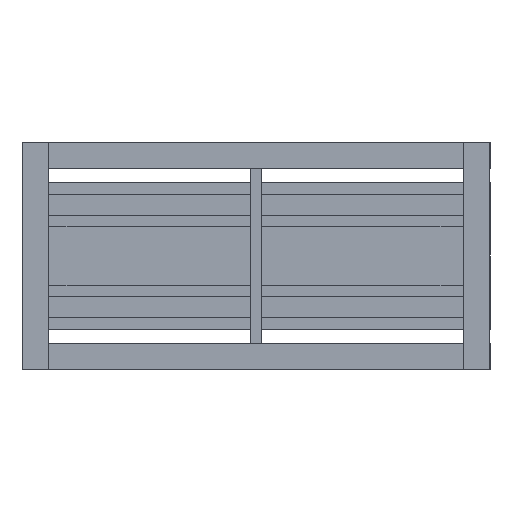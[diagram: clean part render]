
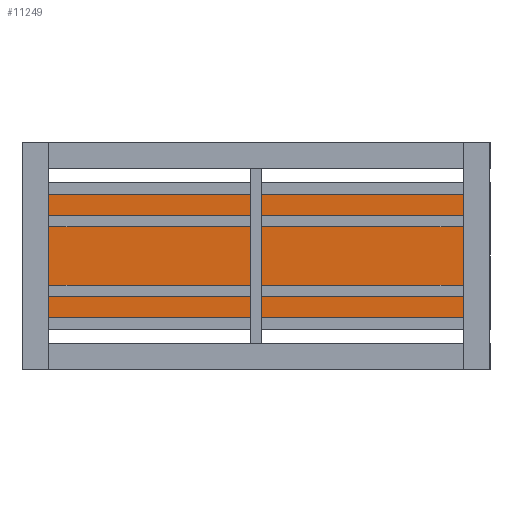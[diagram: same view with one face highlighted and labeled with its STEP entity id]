
A CAD part, front view. The second image highlights one B-rep face of the part: STEP entity #11249.
In plain terms, the highlighted planar face has unit normal (0, -1, 0).
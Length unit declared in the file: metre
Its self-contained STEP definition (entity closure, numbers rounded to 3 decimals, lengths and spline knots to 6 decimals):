
#107=CIRCLE('',#12233,0.005);
#109=CIRCLE('',#12236,0.005);
#111=CIRCLE('',#12239,0.005);
#113=CIRCLE('',#12242,0.005);
#2767=ORIENTED_EDGE('',*,*,#4605,.T.);
#2768=ORIENTED_EDGE('',*,*,#4607,.T.);
#2769=ORIENTED_EDGE('',*,*,#4609,.T.);
#2770=ORIENTED_EDGE('',*,*,#4611,.T.);
#2771=ORIENTED_EDGE('',*,*,#4617,.T.);
#2772=ORIENTED_EDGE('',*,*,#4613,.F.);
#2773=ORIENTED_EDGE('',*,*,#4618,.F.);
#2774=ORIENTED_EDGE('',*,*,#4619,.T.);
#4605=EDGE_CURVE('',#5748,#5748,#107,.T.);
#4607=EDGE_CURVE('',#5750,#5750,#109,.T.);
#4609=EDGE_CURVE('',#5752,#5752,#111,.T.);
#4611=EDGE_CURVE('',#5754,#5754,#113,.T.);
#4613=EDGE_CURVE('',#5756,#5757,#7109,.T.);
#4617=EDGE_CURVE('',#5760,#5757,#7113,.T.);
#4618=EDGE_CURVE('',#5761,#5756,#7114,.T.);
#4619=EDGE_CURVE('',#5761,#5760,#7115,.T.);
#5748=VERTEX_POINT('',#17774);
#5750=VERTEX_POINT('',#17779);
#5752=VERTEX_POINT('',#17784);
#5754=VERTEX_POINT('',#17789);
#5756=VERTEX_POINT('',#17794);
#5757=VERTEX_POINT('',#17795);
#5760=VERTEX_POINT('',#17803);
#5761=VERTEX_POINT('',#17805);
#7109=LINE('',#17793,#8558);
#7113=LINE('',#17802,#8562);
#7114=LINE('',#17804,#8563);
#7115=LINE('',#17806,#8564);
#8558=VECTOR('',#14666,1.);
#8562=VECTOR('',#14672,1.);
#8563=VECTOR('',#14673,1.);
#8564=VECTOR('',#14674,1.);
#9410=EDGE_LOOP('',(#2767));
#9411=EDGE_LOOP('',(#2768));
#9412=EDGE_LOOP('',(#2769));
#9413=EDGE_LOOP('',(#2770));
#9414=EDGE_LOOP('',(#2771,#2772,#2773,#2774));
#10089=FACE_BOUND('',#9410,.T.);
#10090=FACE_BOUND('',#9411,.T.);
#10091=FACE_BOUND('',#9412,.T.);
#10092=FACE_BOUND('',#9413,.T.);
#10093=FACE_BOUND('',#9414,.T.);
#10662=PLANE('',#12245);
#11249=ADVANCED_FACE('',(#10089,#10090,#10091,#10092,#10093),#10662,.T.);
#12233=AXIS2_PLACEMENT_3D('',#17773,#14642,#14643);
#12236=AXIS2_PLACEMENT_3D('',#17778,#14648,#14649);
#12239=AXIS2_PLACEMENT_3D('',#17783,#14654,#14655);
#12242=AXIS2_PLACEMENT_3D('',#17788,#14660,#14661);
#12245=AXIS2_PLACEMENT_3D('',#17801,#14670,#14671);
#14642=DIRECTION('',(0.,1.,0.));
#14643=DIRECTION('',(-1.,0.,0.));
#14648=DIRECTION('',(0.,1.,0.));
#14649=DIRECTION('',(-1.,0.,0.));
#14654=DIRECTION('',(0.,1.,0.));
#14655=DIRECTION('',(-1.,0.,0.));
#14660=DIRECTION('',(0.,1.,0.));
#14661=DIRECTION('',(-1.,0.,0.));
#14666=DIRECTION('',(1.,0.,0.));
#14670=DIRECTION('',(0.,-1.,0.));
#14671=DIRECTION('',(1.,0.,0.));
#14672=DIRECTION('',(0.,0.,1.));
#14673=DIRECTION('',(0.,0.,1.));
#14674=DIRECTION('',(1.,0.,0.));
#17773=CARTESIAN_POINT('',(0.365075,1.5131,0.23095));
#17774=CARTESIAN_POINT('',(0.360075,1.5131,0.23095));
#17778=CARTESIAN_POINT('',(-0.365096,1.5131,0.23095));
#17779=CARTESIAN_POINT('',(-0.370096,1.5131,0.23095));
#17783=CARTESIAN_POINT('',(0.365075,1.5131,-0.23095));
#17784=CARTESIAN_POINT('',(0.360075,1.5131,-0.23095));
#17788=CARTESIAN_POINT('',(-0.365096,1.5131,-0.23095));
#17789=CARTESIAN_POINT('',(-0.370096,1.5131,-0.23095));
#17793=CARTESIAN_POINT('',(-0.711142,1.5131,0.25));
#17794=CARTESIAN_POINT('',(-0.711142,1.5131,0.25));
#17795=CARTESIAN_POINT('',(0.7111,1.5131,0.25));
#17801=CARTESIAN_POINT('',(-0.711142,1.5131,-0.25));
#17802=CARTESIAN_POINT('',(0.7111,1.5131,-0.25));
#17803=CARTESIAN_POINT('',(0.7111,1.5131,-0.25));
#17804=CARTESIAN_POINT('',(-0.711142,1.5131,-0.25));
#17805=CARTESIAN_POINT('',(-0.711142,1.5131,-0.25));
#17806=CARTESIAN_POINT('',(-0.711142,1.5131,-0.25));
